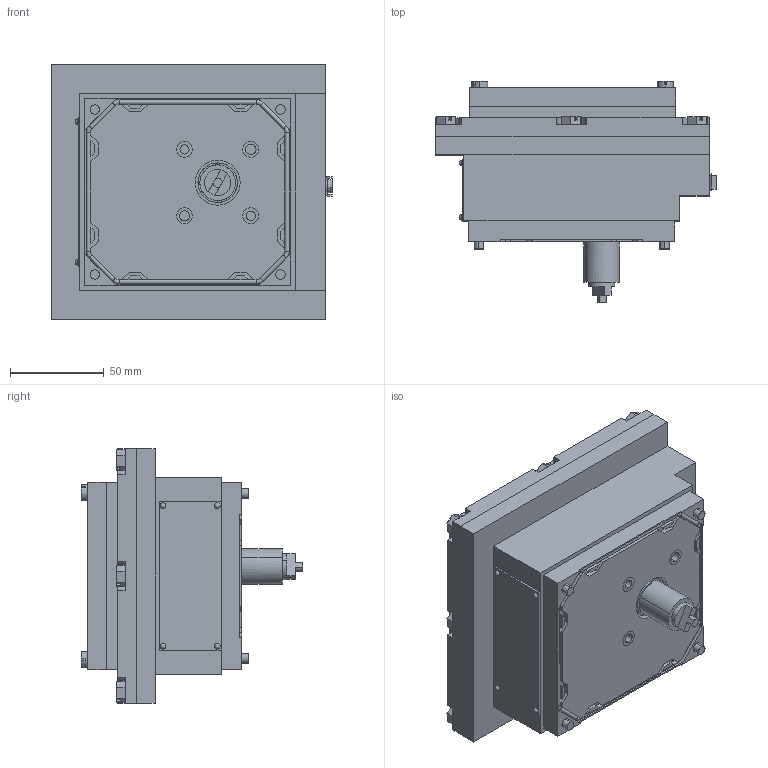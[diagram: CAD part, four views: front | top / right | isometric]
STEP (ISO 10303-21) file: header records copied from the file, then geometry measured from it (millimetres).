
FILE_DESCRIPTION (( 'STEP AP214' ), '1' );
FILE_NAME ('F5EX ingen indikator_160809.STEP', '2016-08-09T16:46:18', ( '' ), ( '' ), 'SwSTEP 2.0', 'SolidWorks 2015', '' );
FILE_SCHEMA (( 'AUTOMOTIVE_DESIGN' ));
Length unit declared in the file: millimetre
Products named in the file (1): F5EX ingen indikator_160809
Bounding box: 149.6 x 118.2 x 136 mm (x, y, z)
Volume: 1123444.1 mm3; surface area: 168420.5 mm2
Topology: 32 solids, 32 shells, 589 faces, 1457 edges, 947 vertices
Faces by surface type: plane 408, cylinder 127, torus 32, cone 18, sphere 4
Entity records: 17766 total; most frequent: CARTESIAN_POINT 3316, DIRECTION 2919, ORIENTED_EDGE 2862, EDGE_CURVE 1431, VECTOR 1043, LINE 1043, VERTEX_POINT 939, AXIS2_PLACEMENT_3D 938
